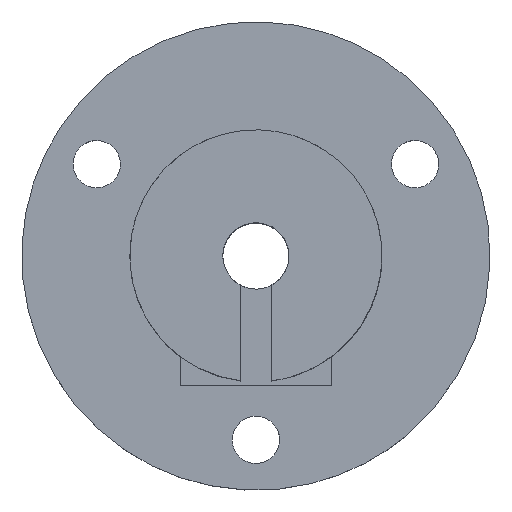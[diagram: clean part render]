
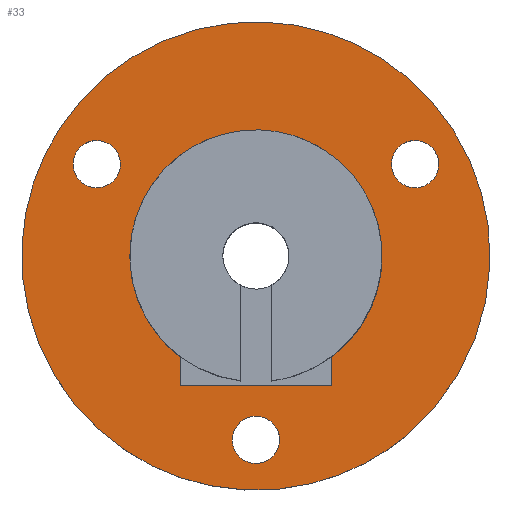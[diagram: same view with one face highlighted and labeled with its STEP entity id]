
A CAD part, top view. The second image highlights one B-rep face of the part: STEP entity #33.
In plain terms, the highlighted planar face has unit normal (0, 0, 1).
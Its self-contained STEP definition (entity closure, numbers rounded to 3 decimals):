
#14=FACE_BOUND('',#328,.T.);
#15=FACE_BOUND('',#329,.T.);
#16=FACE_BOUND('',#330,.T.);
#17=FACE_BOUND('',#331,.T.);
#33=ADVANCED_FACE('',(#180,#14,#15,#16,#17),#2455,.T.);
#180=FACE_OUTER_BOUND('',#327,.T.);
#327=EDGE_LOOP('',(#506));
#328=EDGE_LOOP('',(#507));
#329=EDGE_LOOP('',(#508));
#330=EDGE_LOOP('',(#509));
#331=EDGE_LOOP('',(#510,#511,#512,#513));
#506=ORIENTED_EDGE('',*,*,#1341,.T.);
#507=ORIENTED_EDGE('',*,*,#1330,.T.);
#508=ORIENTED_EDGE('',*,*,#1333,.T.);
#509=ORIENTED_EDGE('',*,*,#1336,.T.);
#510=ORIENTED_EDGE('',*,*,#1741,.T.);
#511=ORIENTED_EDGE('',*,*,#1742,.T.);
#512=ORIENTED_EDGE('',*,*,#1743,.T.);
#513=ORIENTED_EDGE('',*,*,#1745,.F.);
#1330=EDGE_CURVE('',#2174,#2174,#2132,.T.);
#1333=EDGE_CURVE('',#2176,#2176,#2135,.T.);
#1336=EDGE_CURVE('',#2179,#2179,#2138,.T.);
#1341=EDGE_CURVE('',#2182,#2182,#2143,.T.);
#1741=EDGE_CURVE('',#2449,#2450,#2125,.T.);
#1742=EDGE_CURVE('',#2450,#2451,#2126,.T.);
#1743=EDGE_CURVE('',#2451,#2452,#2127,.T.);
#1745=EDGE_CURVE('',#2449,#2452,#2170,.T.);
#2125=B_SPLINE_CURVE_WITH_KNOTS('',1,(#5346,#5347),.UNSPECIFIED.,.F.,.F.,
(2,2),(11.137,11.71),.UNSPECIFIED.);
#2126=B_SPLINE_CURVE_WITH_KNOTS('',1,(#5348,#5349),.UNSPECIFIED.,.F.,.F.,
(2,2),(11.71,21.333),.UNSPECIFIED.);
#2127=B_SPLINE_CURVE_WITH_KNOTS('',1,(#5350,#5351),.UNSPECIFIED.,.F.,.F.,
(2,2),(21.333,21.906),.UNSPECIFIED.);
#2132=(
BOUNDED_CURVE()
B_SPLINE_CURVE(2,(#3580,#3581,#3582,#3583,#3584,#3585,#3586,#3587,#3588),
 .UNSPECIFIED.,.T.,.F.)
B_SPLINE_CURVE_WITH_KNOTS((3,2,2,2,3),(-9.425,-7.069,
-4.712,-2.356,0.),.UNSPECIFIED.)
CURVE()
GEOMETRIC_REPRESENTATION_ITEM()
RATIONAL_B_SPLINE_CURVE((1.,0.707,1.,0.707,1.,0.707,
1.,0.707,1.))
REPRESENTATION_ITEM('')
);
#2135=(
BOUNDED_CURVE()
B_SPLINE_CURVE(2,(#3600,#3601,#3602,#3603,#3604,#3605,#3606,#3607,#3608),
 .UNSPECIFIED.,.T.,.F.)
B_SPLINE_CURVE_WITH_KNOTS((3,2,2,2,3),(-9.425,-7.069,
-4.712,-2.356,0.),.UNSPECIFIED.)
CURVE()
GEOMETRIC_REPRESENTATION_ITEM()
RATIONAL_B_SPLINE_CURVE((1.,0.707,1.,0.707,1.,0.707,
1.,0.707,1.))
REPRESENTATION_ITEM('')
);
#2138=(
BOUNDED_CURVE()
B_SPLINE_CURVE(2,(#3613,#3614,#3615,#3616,#3617,#3618,#3619,#3620,#3621),
 .UNSPECIFIED.,.T.,.F.)
B_SPLINE_CURVE_WITH_KNOTS((3,2,2,2,3),(-9.425,-7.069,
-4.712,-2.356,0.),.UNSPECIFIED.)
CURVE()
GEOMETRIC_REPRESENTATION_ITEM()
RATIONAL_B_SPLINE_CURVE((1.,0.707,1.,0.707,1.,0.707,
1.,0.707,1.))
REPRESENTATION_ITEM('')
);
#2143=(
BOUNDED_CURVE()
B_SPLINE_CURVE(2,(#3650,#3651,#3652,#3653,#3654,#3655,#3656,#3657,#3658,
#3659,#3660,#3661,#3662,#3663,#3664),.UNSPECIFIED.,.T.,.F.)
B_SPLINE_CURVE_WITH_KNOTS((3,2,2,2,2,2,2,3),(61.273,70.055,
93.406,116.758,140.109,141.661,147.422,
154.335),.UNSPECIFIED.)
CURVE()
GEOMETRIC_REPRESENTATION_ITEM()
RATIONAL_B_SPLINE_CURVE((1.,0.958,1.,0.707,1.,0.707,
1.,0.707,1.,0.981,0.964,0.944,
0.964,0.953,1.))
REPRESENTATION_ITEM('')
);
#2170=(
BOUNDED_CURVE()
B_SPLINE_CURVE(2,(#5355,#5356,#5357,#5358,#5359,#5360,#5361,#5362,#5363),
 .UNSPECIFIED.,.F.,.F.)
B_SPLINE_CURVE_WITH_KNOTS((3,2,2,2,3),(5.282,15.028,
30.055,45.083,54.828),.UNSPECIFIED.)
CURVE()
GEOMETRIC_REPRESENTATION_ITEM()
RATIONAL_B_SPLINE_CURVE((1.,0.88,1.,0.729,1.,0.729,
1.,0.88,1.))
REPRESENTATION_ITEM('')
);
#2174=VERTEX_POINT('',#3292);
#2176=VERTEX_POINT('',#3294);
#2179=VERTEX_POINT('',#3297);
#2182=VERTEX_POINT('',#3300);
#2449=VERTEX_POINT('',#3567);
#2450=VERTEX_POINT('',#3568);
#2451=VERTEX_POINT('',#3569);
#2452=VERTEX_POINT('',#3570);
#2455=PLANE('',#2696);
#2696=AXIS2_PLACEMENT_3D('',#3164,#2834,$);
#2834=DIRECTION('',(0.,0.,1.));
#3164=CARTESIAN_POINT('',(-18.957,-17.356,18.));
#3292=CARTESIAN_POINT('',(-10.857,4.505,18.));
#3294=CARTESIAN_POINT('',(9.357,7.103,18.));
#3297=CARTESIAN_POINT('',(-1.463,-12.035,18.));
#3300=CARTESIAN_POINT('',(9.475,-11.487,18.));
#3567=CARTESIAN_POINT('',(4.811,-6.423,18.));
#3568=CARTESIAN_POINT('',(4.811,-8.22,18.));
#3569=CARTESIAN_POINT('',(-4.811,-8.22,18.));
#3570=CARTESIAN_POINT('',(-4.811,-6.423,18.));
#3580=CARTESIAN_POINT('',(-10.857,4.505,18.));
#3581=CARTESIAN_POINT('',(-12.156,5.255,18.));
#3582=CARTESIAN_POINT('',(-11.406,6.554,18.));
#3583=CARTESIAN_POINT('',(-10.656,7.853,18.));
#3584=CARTESIAN_POINT('',(-9.357,7.103,18.));
#3585=CARTESIAN_POINT('',(-8.058,6.353,18.));
#3586=CARTESIAN_POINT('',(-8.808,5.054,18.));
#3587=CARTESIAN_POINT('',(-9.558,3.755,18.));
#3588=CARTESIAN_POINT('',(-10.857,4.505,18.));
#3600=CARTESIAN_POINT('',(9.357,7.103,18.));
#3601=CARTESIAN_POINT('',(10.656,7.853,18.));
#3602=CARTESIAN_POINT('',(11.406,6.554,18.));
#3603=CARTESIAN_POINT('',(12.156,5.255,18.));
#3604=CARTESIAN_POINT('',(10.857,4.505,18.));
#3605=CARTESIAN_POINT('',(9.558,3.755,18.));
#3606=CARTESIAN_POINT('',(8.808,5.054,18.));
#3607=CARTESIAN_POINT('',(8.058,6.353,18.));
#3608=CARTESIAN_POINT('',(9.357,7.103,18.));
#3613=CARTESIAN_POINT('',(-1.463,-12.035,18.));
#3614=CARTESIAN_POINT('',(-1.796,-10.573,18.));
#3615=CARTESIAN_POINT('',(-0.333,-10.239,18.));
#3616=CARTESIAN_POINT('',(1.129,-9.906,18.));
#3617=CARTESIAN_POINT('',(1.463,-11.369,18.));
#3618=CARTESIAN_POINT('',(1.796,-12.831,18.));
#3619=CARTESIAN_POINT('',(0.333,-13.164,18.));
#3620=CARTESIAN_POINT('',(-1.129,-13.498,18.));
#3621=CARTESIAN_POINT('',(-1.463,-12.035,18.));
#3650=CARTESIAN_POINT('',(9.475,-11.487,18.));
#3651=CARTESIAN_POINT('',(12.898,-8.655,18.));
#3652=CARTESIAN_POINT('',(14.207,-4.41,18.));
#3653=CARTESIAN_POINT('',(18.585,9.797,18.));
#3654=CARTESIAN_POINT('',(4.379,14.175,18.));
#3655=CARTESIAN_POINT('',(-9.828,18.554,18.));
#3656=CARTESIAN_POINT('',(-14.207,4.347,18.));
#3657=CARTESIAN_POINT('',(-18.585,-9.859,18.));
#3658=CARTESIAN_POINT('',(-4.379,-14.238,18.));
#3659=CARTESIAN_POINT('',(-3.698,-14.448,18.));
#3660=CARTESIAN_POINT('',(-3.,-14.592,18.));
#3661=CARTESIAN_POINT('',(0.,-15.21,18.));
#3662=CARTESIAN_POINT('',(3.,-14.592,18.));
#3663=CARTESIAN_POINT('',(6.624,-13.845,18.));
#3664=CARTESIAN_POINT('',(9.475,-11.487,18.));
#5346=CARTESIAN_POINT('',(4.811,-6.423,18.));
#5347=CARTESIAN_POINT('',(4.811,-8.22,18.));
#5348=CARTESIAN_POINT('',(4.811,-8.22,18.));
#5349=CARTESIAN_POINT('',(-4.811,-8.22,18.));
#5350=CARTESIAN_POINT('',(-4.811,-8.22,18.));
#5351=CARTESIAN_POINT('',(-4.811,-6.423,18.));
#5355=CARTESIAN_POINT('',(4.811,-6.423,18.));
#5356=CARTESIAN_POINT('',(8.254,-3.831,18.));
#5357=CARTESIAN_POINT('',(7.984,0.47,18.));
#5358=CARTESIAN_POINT('',(7.514,7.969,18.));
#5359=CARTESIAN_POINT('',(0.,7.969,18.));
#5360=CARTESIAN_POINT('',(-7.514,7.969,18.));
#5361=CARTESIAN_POINT('',(-7.984,0.47,18.));
#5362=CARTESIAN_POINT('',(-8.254,-3.831,18.));
#5363=CARTESIAN_POINT('',(-4.811,-6.423,18.));
